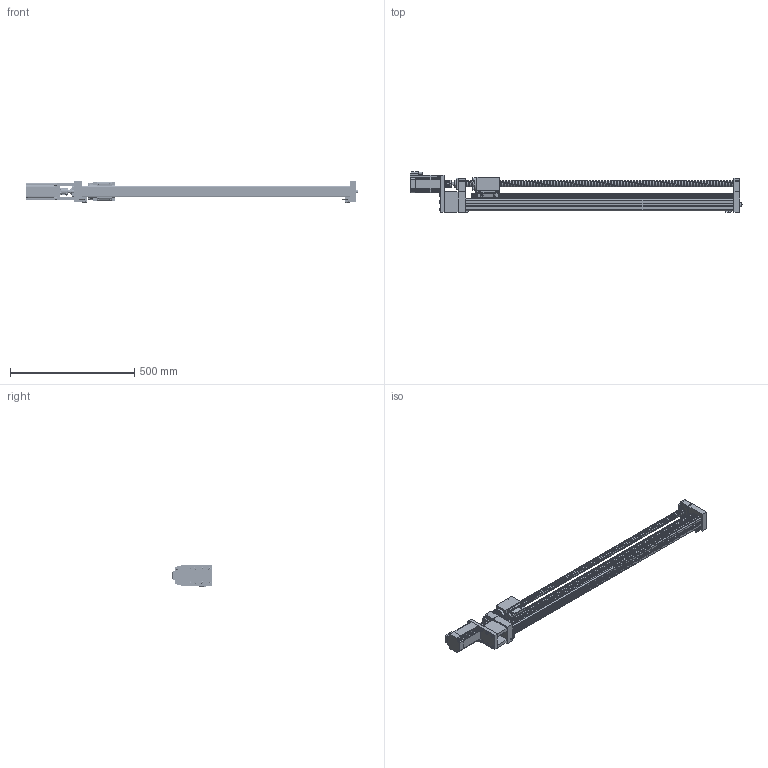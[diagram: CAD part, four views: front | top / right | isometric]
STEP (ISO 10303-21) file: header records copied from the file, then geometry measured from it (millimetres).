
FILE_DESCRIPTION(('FreeCAD Model'),'2;1');
FILE_NAME('Open CASCADE Shape Model','2025-04-17T14:14:23',('FreeCAD'),( 'FreeCAD'),'Open CASCADE STEP processor 7.6','FreeCAD','Unknown');
FILE_SCHEMA(('AUTOMOTIVE_DESIGN { 1 0 10303 214 1 1 1 1 }'));
Products named in the file (1): Open CASCADE STEP translator 7.6 1
Bounding box: 1334.42 x 163.85 x 85.37 mm (x, y, z)
Volume: 3246196.6 mm3; surface area: 1260989.1 mm2
Topology: 90 solids, 100 shells, 3877 faces, 9621 edges, 5949 vertices
Faces by surface type: bspline 3877
Entity records: 152187 total; most frequent: CARTESIAN_POINT 98242, ORIENTED_EDGE 18690, EDGE_CURVE 9449, VERTEX_POINT 5941, B_SPLINE_CURVE_WITH_KNOTS 5503, FACE_BOUND 4346, EDGE_LOOP 4346, ADVANCED_FACE 3873
